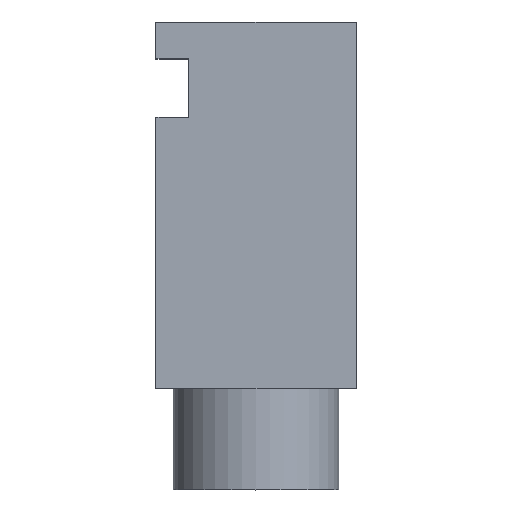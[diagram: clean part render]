
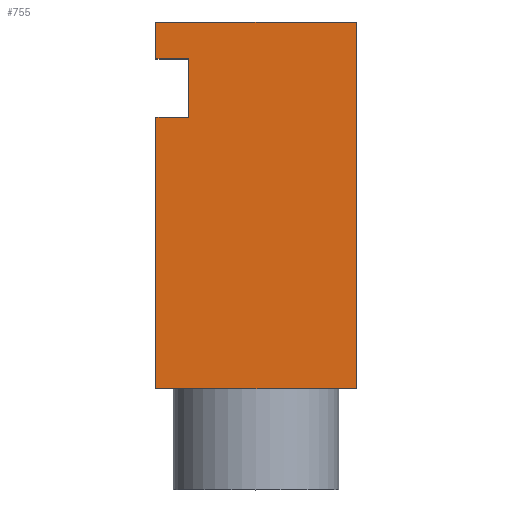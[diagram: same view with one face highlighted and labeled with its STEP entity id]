
A CAD part, top view. The second image highlights one B-rep face of the part: STEP entity #755.
In plain terms, the highlighted planar face has unit normal (0, 0, 1).
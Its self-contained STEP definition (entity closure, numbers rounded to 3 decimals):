
#71=PLANE('',#818);
#136=LINE('',#1224,#220);
#140=LINE('',#1232,#224);
#143=LINE('',#1238,#227);
#146=LINE('',#1244,#230);
#147=LINE('',#1246,#231);
#148=LINE('',#1248,#232);
#149=LINE('',#1250,#233);
#150=LINE('',#1252,#234);
#151=LINE('',#1253,#235);
#220=VECTOR('',#965,10.);
#224=VECTOR('',#971,10.);
#227=VECTOR('',#976,10.);
#230=VECTOR('',#981,10.);
#231=VECTOR('',#982,10.);
#232=VECTOR('',#983,10.);
#233=VECTOR('',#984,10.);
#234=VECTOR('',#985,10.);
#235=VECTOR('',#986,10.);
#282=FACE_OUTER_BOUND('',#323,.T.);
#323=EDGE_LOOP('',(#653,#654,#655,#656,#657,#658,#659,#660,#661));
#401=VERTEX_POINT('',#1222);
#402=VERTEX_POINT('',#1223);
#405=VERTEX_POINT('',#1231);
#407=VERTEX_POINT('',#1237);
#409=VERTEX_POINT('',#1243);
#410=VERTEX_POINT('',#1245);
#411=VERTEX_POINT('',#1247);
#412=VERTEX_POINT('',#1249);
#413=VERTEX_POINT('',#1251);
#489=EDGE_CURVE('',#401,#402,#136,.T.);
#493=EDGE_CURVE('',#405,#401,#140,.T.);
#496=EDGE_CURVE('',#407,#405,#143,.T.);
#499=EDGE_CURVE('',#409,#402,#146,.T.);
#500=EDGE_CURVE('',#410,#409,#147,.T.);
#501=EDGE_CURVE('',#411,#410,#148,.T.);
#502=EDGE_CURVE('',#411,#412,#149,.T.);
#503=EDGE_CURVE('',#413,#412,#150,.T.);
#504=EDGE_CURVE('',#407,#413,#151,.T.);
#653=ORIENTED_EDGE('',*,*,#496,.T.);
#654=ORIENTED_EDGE('',*,*,#493,.T.);
#655=ORIENTED_EDGE('',*,*,#489,.T.);
#656=ORIENTED_EDGE('',*,*,#499,.F.);
#657=ORIENTED_EDGE('',*,*,#500,.F.);
#658=ORIENTED_EDGE('',*,*,#501,.F.);
#659=ORIENTED_EDGE('',*,*,#502,.T.);
#660=ORIENTED_EDGE('',*,*,#503,.F.);
#661=ORIENTED_EDGE('',*,*,#504,.F.);
#755=ADVANCED_FACE('',(#282),#71,.T.);
#818=AXIS2_PLACEMENT_3D('',#1242,#979,#980);
#965=DIRECTION('',(-1.,0.,0.));
#971=DIRECTION('',(0.,-1.,0.));
#976=DIRECTION('',(1.,0.,0.));
#979=DIRECTION('center_axis',(0.,0.,1.));
#980=DIRECTION('ref_axis',(1.,0.,0.));
#981=DIRECTION('',(0.,1.,0.));
#982=DIRECTION('',(-1.,0.,0.));
#983=DIRECTION('',(-1.,0.,0.));
#984=DIRECTION('',(0.,1.,0.));
#985=DIRECTION('',(1.,0.,0.));
#986=DIRECTION('',(0.,1.,0.));
#1222=CARTESIAN_POINT('',(-2.04,8.24,2.51));
#1223=CARTESIAN_POINT('',(-3.04,8.24,2.51));
#1224=CARTESIAN_POINT('',(-2.54,8.24,2.51));
#1231=CARTESIAN_POINT('',(-2.04,10.02,2.51));
#1232=CARTESIAN_POINT('',(-2.04,5.01,2.51));
#1237=CARTESIAN_POINT('',(-3.04,10.02,2.51));
#1238=CARTESIAN_POINT('',(-3.04,10.02,2.51));
#1242=CARTESIAN_POINT('Origin',(-3.04,0.,2.51));
#1243=CARTESIAN_POINT('',(-3.04,0.,2.51));
#1244=CARTESIAN_POINT('',(-3.04,0.,2.51));
#1245=CARTESIAN_POINT('',(0.,0.,2.51));
#1246=CARTESIAN_POINT('',(3.04,0.,2.51));
#1247=CARTESIAN_POINT('',(3.04,0.,2.51));
#1248=CARTESIAN_POINT('',(3.04,0.,2.51));
#1249=CARTESIAN_POINT('',(3.04,11.14,2.51));
#1250=CARTESIAN_POINT('',(3.04,0.,2.51));
#1251=CARTESIAN_POINT('',(-3.04,11.14,2.51));
#1252=CARTESIAN_POINT('',(3.04,11.14,2.51));
#1253=CARTESIAN_POINT('',(-3.04,0.,2.51));
